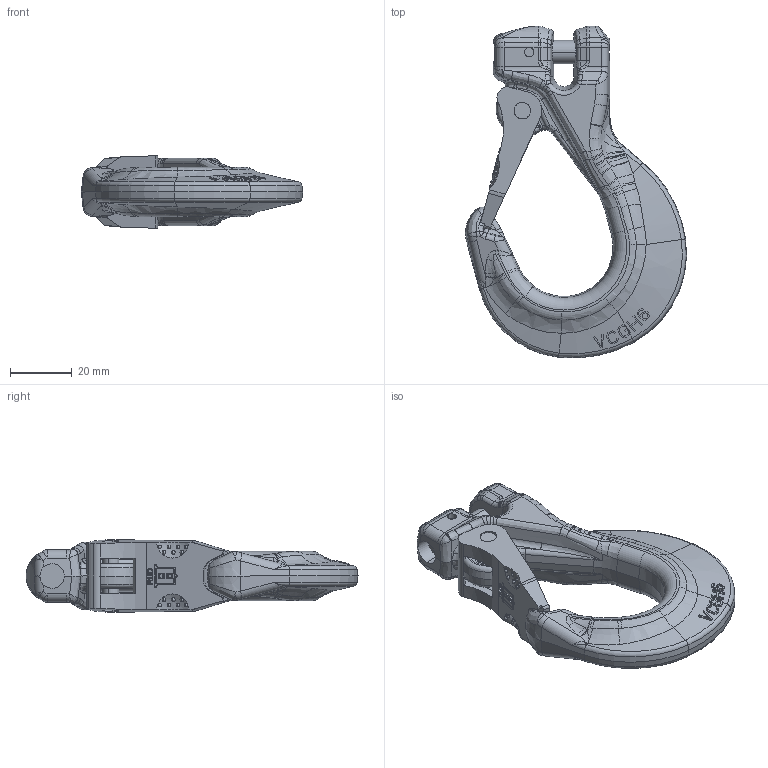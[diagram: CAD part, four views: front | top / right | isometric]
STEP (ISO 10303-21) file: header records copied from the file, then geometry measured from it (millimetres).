
FILE_DESCRIPTION((''),'2;1');
FILE_NAME('001-M31665-P-2_ASM','2016-10-21T',('Roland.Jakubetz'),(''),'PRO/ENGINEER BY PARAMETRIC TECHNOLOGY CORPORATION, 2011490','PRO/ENGINEER BY PARAMETRIC TECHNOLOGY CORPORATION, 2011490','');
FILE_SCHEMA(('CONFIG_CONTROL_DESIGN'));
Products named in the file (3): 001-M31665-P-2; 001-M31665-P-3; 001-M31665-P-2_ASM
Assembly tree (2 placements, depth 2):
  001-M31665-P-2_ASM
    001-M31665-P-2
    001-M31665-P-3
Bounding box: 71.91 x 107.96 x 23.6 mm (x, y, z)
Volume: 49075.3 mm3; surface area: 16036.2 mm2
Topology: 2 solids, 2 shells, 997 faces, 2593 edges, 1587 vertices
Faces by surface type: plane 395, bspline 294, cylinder 163, torus 63, cone 41, sphere 41
Entity records: 41511 total; most frequent: CARTESIAN_POINT 20484, ORIENTED_EDGE 5110, DIRECTION 3263, EDGE_CURVE 2555, VERTEX_POINT 1587, AXIS2_PLACEMENT_3D 1160, B_SPLINE_CURVE_WITH_KNOTS 1160, EDGE_LOOP 1030
